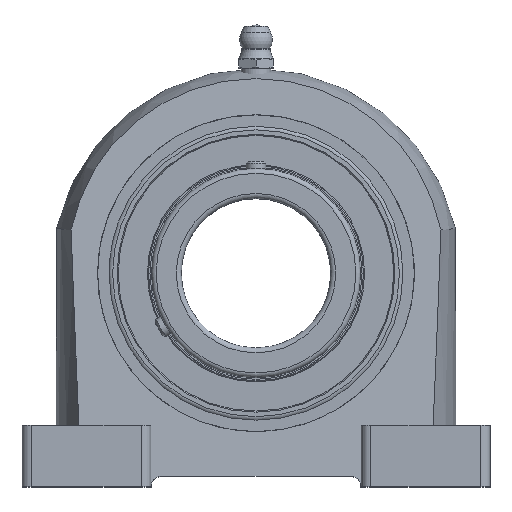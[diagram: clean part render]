
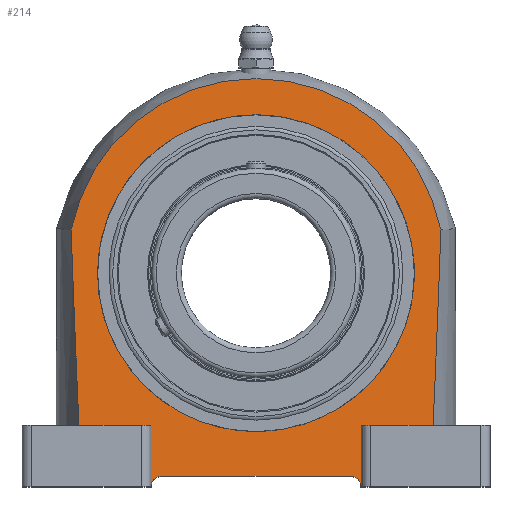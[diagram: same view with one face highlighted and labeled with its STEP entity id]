
A CAD part, top view. The second image highlights one B-rep face of the part: STEP entity #214.
In plain terms, the highlighted planar face has unit normal (0, 0.087, 0.996).
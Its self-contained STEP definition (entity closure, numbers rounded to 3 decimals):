
#214 = ADVANCED_FACE( '', ( #349, #350 ), #351, .T. );
#349 = FACE_BOUND( '', #656, .T. );
#350 = FACE_OUTER_BOUND( '', #657, .T. );
#351 = PLANE( '', #658 );
#656 = EDGE_LOOP( '', ( #1005 ) );
#657 = EDGE_LOOP( '', ( #1006, #1007, #1008, #1009, #1010, #1011, #1012, #1013, #1014, #1015, #1016, #1017 ) );
#658 = AXIS2_PLACEMENT_3D( '', #1018, #1019, #1020 );
#1005 = ORIENTED_EDGE( '', *, *, #1756, .T. );
#1006 = ORIENTED_EDGE( '', *, *, #1777, .F. );
#1007 = ORIENTED_EDGE( '', *, *, #1778, .T. );
#1008 = ORIENTED_EDGE( '', *, *, #1779, .F. );
#1009 = ORIENTED_EDGE( '', *, *, #1758, .T. );
#1010 = ORIENTED_EDGE( '', *, *, #1762, .T. );
#1011 = ORIENTED_EDGE( '', *, *, #1765, .T. );
#1012 = ORIENTED_EDGE( '', *, *, #1780, .F. );
#1013 = ORIENTED_EDGE( '', *, *, #1781, .T. );
#1014 = ORIENTED_EDGE( '', *, *, #1782, .F. );
#1015 = ORIENTED_EDGE( '', *, *, #1783, .T. );
#1016 = ORIENTED_EDGE( '', *, *, #1784, .F. );
#1017 = ORIENTED_EDGE( '', *, *, #1785, .T. );
#1018 = CARTESIAN_POINT( '', ( 47., 0., 19.849 ) );
#1019 = DIRECTION( '', ( 0., 0.087, 0.996 ) );
#1020 = DIRECTION( '', ( 0., -0.996, 0.087 ) );
#1756 = EDGE_CURVE( '', #1993, #1993, #1994, .F. );
#1758 = EDGE_CURVE( '', #1998, #1995, #1999, .F. );
#1762 = EDGE_CURVE( '', #1995, #2003, #2006, .T. );
#1765 = EDGE_CURVE( '', #2003, #2008, #2011, .F. );
#1777 = EDGE_CURVE( '', #2032, #2033, #2034, .T. );
#1778 = EDGE_CURVE( '', #2032, #2035, #2036, .T. );
#1779 = EDGE_CURVE( '', #1998, #2035, #2037, .T. );
#1780 = EDGE_CURVE( '', #2038, #2008, #2039, .T. );
#1781 = EDGE_CURVE( '', #2038, #2040, #2041, .T. );
#1782 = EDGE_CURVE( '', #2042, #2040, #2043, .T. );
#1783 = EDGE_CURVE( '', #2042, #2044, #2045, .T. );
#1784 = EDGE_CURVE( '', #2046, #2044, #2047, .F. );
#1785 = EDGE_CURVE( '', #2046, #2033, #2048, .T. );
#1993 = VERTEX_POINT( '', #2501 );
#1994 = ELLIPSE( '', #2502, 31.944, 31.822 );
#1995 = VERTEX_POINT( '', #2503 );
#1998 = VERTEX_POINT( '', #2507 );
#1999 = ELLIPSE( '', #2508, 2.153, 2.145 );
#2003 = VERTEX_POINT( '', #2513 );
#2006 = LINE( '', #2517, #2518 );
#2008 = VERTEX_POINT( '', #2521 );
#2011 = ELLIPSE( '', #2525, 2.153, 2.145 );
#2032 = VERTEX_POINT( '', #2552 );
#2033 = VERTEX_POINT( '', #2553 );
#2034 = LINE( '', #2554, #2555 );
#2035 = VERTEX_POINT( '', #2556 );
#2036 = LINE( '', #2557, #2558 );
#2037 = LINE( '', #2559, #2560 );
#2038 = VERTEX_POINT( '', #2561 );
#2039 = LINE( '', #2562, #2563 );
#2040 = VERTEX_POINT( '', #2564 );
#2041 = LINE( '', #2565, #2566 );
#2042 = VERTEX_POINT( '', #2567 );
#2043 = LINE( '', #2568, #2569 );
#2044 = VERTEX_POINT( '', #2570 );
#2045 = ELLIPSE( '', #2571, 471.57, 41.1 );
#2046 = VERTEX_POINT( '', #2572 );
#2047 = CIRCLE( '', #2573, 37.843 );
#2048 = ELLIPSE( '', #2574, 471.57, 41.1 );
#2501 = CARTESIAN_POINT( '', ( 0., 74.722, 13.312 ) );
#2502 = AXIS2_PLACEMENT_3D( '', #3351, #3352, #3353 );
#2503 = CARTESIAN_POINT( '', ( -18.911, 2.145, 19.661 ) );
#2507 = CARTESIAN_POINT( '', ( -21.056, 0., 19.849 ) );
#2508 = AXIS2_PLACEMENT_3D( '', #3355, #3356, #3357 );
#2513 = CARTESIAN_POINT( '', ( 18.911, 2.145, 19.661 ) );
#2517 = CARTESIAN_POINT( '', ( 47., 2.145, 19.661 ) );
#2518 = VECTOR( '', #3363, 1000. );
#2521 = CARTESIAN_POINT( '', ( 21.056, 0., 19.849 ) );
#2525 = AXIS2_PLACEMENT_3D( '', #3366, #3367, #3368 );
#2552 = CARTESIAN_POINT( '', ( -21.15, 12.355, 18.768 ) );
#2553 = CARTESIAN_POINT( '', ( -35.565, 12.355, 18.768 ) );
#2554 = CARTESIAN_POINT( '', ( 47., 12.355, 18.768 ) );
#2555 = VECTOR( '', #3390, 1000. );
#2556 = CARTESIAN_POINT( '', ( -21.15, 0., 19.849 ) );
#2557 = CARTESIAN_POINT( '', ( -21.15, 0., 19.849 ) );
#2558 = VECTOR( '', #3391, 1000. );
#2559 = CARTESIAN_POINT( '', ( 47., 0., 19.849 ) );
#2560 = VECTOR( '', #3392, 1000. );
#2561 = CARTESIAN_POINT( '', ( 21.15, 0., 19.849 ) );
#2562 = CARTESIAN_POINT( '', ( 47., 0., 19.849 ) );
#2563 = VECTOR( '', #3393, 1000. );
#2564 = CARTESIAN_POINT( '', ( 21.15, 12.355, 18.768 ) );
#2565 = CARTESIAN_POINT( '', ( 21.15, 0., 19.849 ) );
#2566 = VECTOR( '', #3394, 1000. );
#2567 = CARTESIAN_POINT( '', ( 35.565, 12.355, 18.768 ) );
#2568 = CARTESIAN_POINT( '', ( 47., 12.355, 18.768 ) );
#2569 = VECTOR( '', #3395, 1000. );
#2570 = CARTESIAN_POINT( '', ( 37.131, 51.575, 15.337 ) );
#2571 = AXIS2_PLACEMENT_3D( '', #3396, #3397, #3398 );
#2572 = CARTESIAN_POINT( '', ( -37.131, 51.575, 15.337 ) );
#2573 = AXIS2_PLACEMENT_3D( '', #3399, #3400, #3401 );
#2574 = AXIS2_PLACEMENT_3D( '', #3402, #3403, #3404 );
#3351 = CARTESIAN_POINT( '', ( 0., 42.9, 16.096 ) );
#3352 = DIRECTION( '', ( 0., 0.087, 0.996 ) );
#3353 = DIRECTION( '', ( 0., 0.996, -0.087 ) );
#3355 = CARTESIAN_POINT( '', ( -18.911, 0., 19.849 ) );
#3356 = DIRECTION( '', ( 0., 0.087, 0.996 ) );
#3357 = DIRECTION( '', ( 0., 0.996, -0.087 ) );
#3363 = DIRECTION( '', ( 1., 0., 0. ) );
#3366 = CARTESIAN_POINT( '', ( 18.911, 0., 19.849 ) );
#3367 = DIRECTION( '', ( 0., 0.087, 0.996 ) );
#3368 = DIRECTION( '', ( 0., 0.996, -0.087 ) );
#3390 = DIRECTION( '', ( -1., 0., 0. ) );
#3391 = DIRECTION( '', ( 0., -0.996, 0.087 ) );
#3392 = DIRECTION( '', ( -1., 0., 0. ) );
#3393 = DIRECTION( '', ( -1., 0., 0. ) );
#3394 = DIRECTION( '', ( 0., 0.996, -0.087 ) );
#3395 = DIRECTION( '', ( -1., 0., 0. ) );
#3396 = CARTESIAN_POINT( '', ( -1., 226.876, 0. ) );
#3397 = DIRECTION( '', ( 0., 0.087, 0.996 ) );
#3398 = DIRECTION( '', ( 0., -0.996, 0.087 ) );
#3399 = CARTESIAN_POINT( '', ( 0., 44.298, 15.974 ) );
#3400 = DIRECTION( '', ( 0., 0.087, 0.996 ) );
#3401 = DIRECTION( '', ( 0., -0.996, 0.087 ) );
#3402 = CARTESIAN_POINT( '', ( 1., 226.876, 0. ) );
#3403 = DIRECTION( '', ( 0., 0.087, 0.996 ) );
#3404 = DIRECTION( '', ( 0., -0.996, 0.087 ) );
